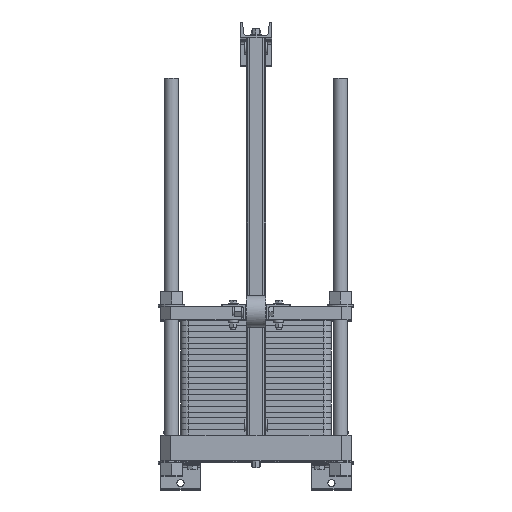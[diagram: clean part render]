
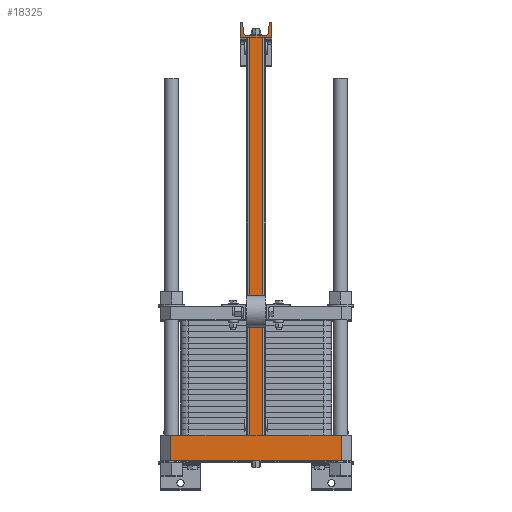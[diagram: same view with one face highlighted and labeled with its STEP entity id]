
A CAD part, top view. The second image highlights one B-rep face of the part: STEP entity #18325.
In plain terms, the highlighted planar face has unit normal (0, 0, 1).
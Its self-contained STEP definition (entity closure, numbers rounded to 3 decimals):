
#2044=LINE('',#27452,#4062);
#2058=LINE('',#27582,#4076);
#2059=LINE('',#27584,#4077);
#2060=LINE('',#27586,#4078);
#2061=LINE('',#27588,#4079);
#2062=LINE('',#27590,#4080);
#2063=LINE('',#27592,#4081);
#2064=LINE('',#27594,#4082);
#2065=LINE('',#27596,#4083);
#2066=LINE('',#27598,#4084);
#2067=LINE('',#27602,#4085);
#2068=LINE('',#27606,#4086);
#2069=LINE('',#27610,#4087);
#2070=LINE('',#27614,#4088);
#2071=LINE('',#27616,#4089);
#2072=LINE('',#27617,#4090);
#4062=VECTOR('',#21370,1.);
#4076=VECTOR('',#21458,10.);
#4077=VECTOR('',#21459,10.);
#4078=VECTOR('',#21460,10.);
#4079=VECTOR('',#21461,10.);
#4080=VECTOR('',#21462,10.);
#4081=VECTOR('',#21463,10.);
#4082=VECTOR('',#21464,10.);
#4083=VECTOR('',#21465,10.);
#4084=VECTOR('',#21466,10.);
#4085=VECTOR('',#21469,10.);
#4086=VECTOR('',#21472,10.);
#4087=VECTOR('',#21475,10.);
#4088=VECTOR('',#21478,10.);
#4089=VECTOR('',#21479,10.);
#4090=VECTOR('',#21480,10.);
#6056=PLANE('',#19335);
#7070=FACE_OUTER_BOUND('',#8013,.T.);
#8013=EDGE_LOOP('',(#14019,#14020,#14021,#14022,#14023,#14024,#14025,#14026,
#14027,#14028,#14029,#14030,#14031,#14032,#14033,#14034,#14035,#14036,#14037,
#14038));
#9257=CIRCLE('',#19336,4.);
#9258=CIRCLE('',#19337,8.);
#9259=CIRCLE('',#19338,8.);
#9260=CIRCLE('',#19339,4.);
#10291=VERTEX_POINT('',#27449);
#10292=VERTEX_POINT('',#27451);
#10323=VERTEX_POINT('',#27581);
#10324=VERTEX_POINT('',#27583);
#10325=VERTEX_POINT('',#27585);
#10326=VERTEX_POINT('',#27587);
#10327=VERTEX_POINT('',#27589);
#10328=VERTEX_POINT('',#27591);
#10329=VERTEX_POINT('',#27593);
#10330=VERTEX_POINT('',#27595);
#10331=VERTEX_POINT('',#27597);
#10332=VERTEX_POINT('',#27599);
#10333=VERTEX_POINT('',#27601);
#10334=VERTEX_POINT('',#27603);
#10335=VERTEX_POINT('',#27605);
#10336=VERTEX_POINT('',#27607);
#10337=VERTEX_POINT('',#27609);
#10338=VERTEX_POINT('',#27611);
#10339=VERTEX_POINT('',#27613);
#10340=VERTEX_POINT('',#27615);
#11783=EDGE_CURVE('',#10292,#10291,#2044,.T.);
#11823=EDGE_CURVE('',#10291,#10323,#2058,.T.);
#11824=EDGE_CURVE('',#10323,#10324,#2059,.T.);
#11825=EDGE_CURVE('',#10325,#10324,#2060,.T.);
#11826=EDGE_CURVE('',#10326,#10325,#2061,.T.);
#11827=EDGE_CURVE('',#10326,#10327,#2062,.T.);
#11828=EDGE_CURVE('',#10327,#10328,#2063,.T.);
#11829=EDGE_CURVE('',#10328,#10329,#2064,.T.);
#11830=EDGE_CURVE('',#10329,#10330,#2065,.T.);
#11831=EDGE_CURVE('',#10330,#10331,#2066,.T.);
#11832=EDGE_CURVE('',#10331,#10332,#9257,.T.);
#11833=EDGE_CURVE('',#10332,#10333,#2067,.T.);
#11834=EDGE_CURVE('',#10333,#10334,#9258,.T.);
#11835=EDGE_CURVE('',#10334,#10335,#2068,.T.);
#11836=EDGE_CURVE('',#10335,#10336,#9259,.T.);
#11837=EDGE_CURVE('',#10336,#10337,#2069,.T.);
#11838=EDGE_CURVE('',#10337,#10338,#9260,.T.);
#11839=EDGE_CURVE('',#10338,#10339,#2070,.T.);
#11840=EDGE_CURVE('',#10339,#10340,#2071,.T.);
#11841=EDGE_CURVE('',#10340,#10292,#2072,.T.);
#14019=ORIENTED_EDGE('',*,*,#11783,.T.);
#14020=ORIENTED_EDGE('',*,*,#11823,.T.);
#14021=ORIENTED_EDGE('',*,*,#11824,.T.);
#14022=ORIENTED_EDGE('',*,*,#11825,.F.);
#14023=ORIENTED_EDGE('',*,*,#11826,.F.);
#14024=ORIENTED_EDGE('',*,*,#11827,.T.);
#14025=ORIENTED_EDGE('',*,*,#11828,.T.);
#14026=ORIENTED_EDGE('',*,*,#11829,.T.);
#14027=ORIENTED_EDGE('',*,*,#11830,.T.);
#14028=ORIENTED_EDGE('',*,*,#11831,.T.);
#14029=ORIENTED_EDGE('',*,*,#11832,.T.);
#14030=ORIENTED_EDGE('',*,*,#11833,.T.);
#14031=ORIENTED_EDGE('',*,*,#11834,.T.);
#14032=ORIENTED_EDGE('',*,*,#11835,.T.);
#14033=ORIENTED_EDGE('',*,*,#11836,.T.);
#14034=ORIENTED_EDGE('',*,*,#11837,.T.);
#14035=ORIENTED_EDGE('',*,*,#11838,.T.);
#14036=ORIENTED_EDGE('',*,*,#11839,.T.);
#14037=ORIENTED_EDGE('',*,*,#11840,.T.);
#14038=ORIENTED_EDGE('',*,*,#11841,.T.);
#18325=ADVANCED_FACE('',(#7070),#6056,.T.);
#19335=AXIS2_PLACEMENT_3D('',#27580,#21456,#21457);
#19336=AXIS2_PLACEMENT_3D('',#27600,#21467,#21468);
#19337=AXIS2_PLACEMENT_3D('',#27604,#21470,#21471);
#19338=AXIS2_PLACEMENT_3D('',#27608,#21473,#21474);
#19339=AXIS2_PLACEMENT_3D('',#27612,#21476,#21477);
#21370=DIRECTION('',(0.,-1.,0.));
#21456=DIRECTION('center_axis',(0.,0.,
1.));
#21457=DIRECTION('ref_axis',(-1.,0.,0.));
#21458=DIRECTION('',(-1.,0.,0.));
#21459=DIRECTION('',(0.,-1.,0.));
#21460=DIRECTION('',(-1.,0.,0.));
#21461=DIRECTION('',(0.,-1.,0.));
#21462=DIRECTION('',(-1.,0.,0.));
#21463=DIRECTION('',(0.,1.,0.));
#21464=DIRECTION('',(1.,0.,0.));
#21465=DIRECTION('',(0.,1.,0.));
#21466=DIRECTION('',(-1.,0.,0.));
#21467=DIRECTION('center_axis',(0.,0.,1.));
#21468=DIRECTION('ref_axis',(0.,1.,0.));
#21469=DIRECTION('',(-0.091,-0.996,0.));
#21470=DIRECTION('center_axis',(0.,0.,-1.));
#21471=DIRECTION('ref_axis',(0.,1.,0.));
#21472=DIRECTION('',(-1.,0.,0.));
#21473=DIRECTION('center_axis',(0.,0.,-1.));
#21474=DIRECTION('ref_axis',(0.996,0.091,0.));
#21475=DIRECTION('',(-0.091,0.996,0.));
#21476=DIRECTION('center_axis',(0.,0.,1.));
#21477=DIRECTION('ref_axis',(0.996,0.091,0.));
#21478=DIRECTION('',(-1.,0.,0.));
#21479=DIRECTION('',(0.,-1.,0.));
#21480=DIRECTION('',(1.,0.,0.));
#27449=CARTESIAN_POINT('',(-16.2,0.,1754.));
#27451=CARTESIAN_POINT('',(-16.2,1000.,1754.));
#27452=CARTESIAN_POINT('',(-16.2,761.,1754.));
#27580=CARTESIAN_POINT('Origin',(215.,0.,1754.));
#27581=CARTESIAN_POINT('',(-215.,0.,1754.));
#27582=CARTESIAN_POINT('',(215.,0.,1754.));
#27583=CARTESIAN_POINT('',(-215.,-65.,1754.));
#27584=CARTESIAN_POINT('',(-215.,0.,1754.));
#27585=CARTESIAN_POINT('',(215.,-65.,1754.));
#27586=CARTESIAN_POINT('',(215.,-65.,1754.));
#27587=CARTESIAN_POINT('',(215.,0.,1754.));
#27588=CARTESIAN_POINT('',(215.,0.,1754.));
#27589=CARTESIAN_POINT('',(16.2,0.,1754.));
#27590=CARTESIAN_POINT('',(215.,0.,1754.));
#27591=CARTESIAN_POINT('',(16.2,1000.,1754.));
#27592=CARTESIAN_POINT('',(16.2,0.,1754.));
#27593=CARTESIAN_POINT('',(40.,1000.,1754.));
#27594=CARTESIAN_POINT('',(-40.,1000.,1754.));
#27595=CARTESIAN_POINT('',(40.,1040.,1754.));
#27596=CARTESIAN_POINT('',(40.,1000.,1754.));
#27597=CARTESIAN_POINT('',(37.45,1040.,1754.));
#27598=CARTESIAN_POINT('',(40.,1040.,1754.));
#27599=CARTESIAN_POINT('',(33.466,1036.366,1754.));
#27600=CARTESIAN_POINT('Origin',(37.45,1036.,1754.));
#27601=CARTESIAN_POINT('',(31.347,1013.269,1754.));
#27602=CARTESIAN_POINT('',(33.466,1036.366,1754.));
#27603=CARTESIAN_POINT('',(23.381,1006.,1754.));
#27604=CARTESIAN_POINT('Origin',(23.381,1014.,1754.));
#27605=CARTESIAN_POINT('',(-23.381,1006.,1754.));
#27606=CARTESIAN_POINT('',(23.381,1006.,1754.));
#27607=CARTESIAN_POINT('',(-31.347,1013.269,1754.));
#27608=CARTESIAN_POINT('Origin',(-23.381,1014.,1754.));
#27609=CARTESIAN_POINT('',(-33.466,1036.366,1754.));
#27610=CARTESIAN_POINT('',(-31.347,1013.269,1754.));
#27611=CARTESIAN_POINT('',(-37.45,1040.,1754.));
#27612=CARTESIAN_POINT('Origin',(-37.45,1036.,1754.));
#27613=CARTESIAN_POINT('',(-40.,1040.,1754.));
#27614=CARTESIAN_POINT('',(-37.45,1040.,1754.));
#27615=CARTESIAN_POINT('',(-40.,1000.,1754.));
#27616=CARTESIAN_POINT('',(-40.,1040.,1754.));
#27617=CARTESIAN_POINT('',(-40.,1000.,1754.));
